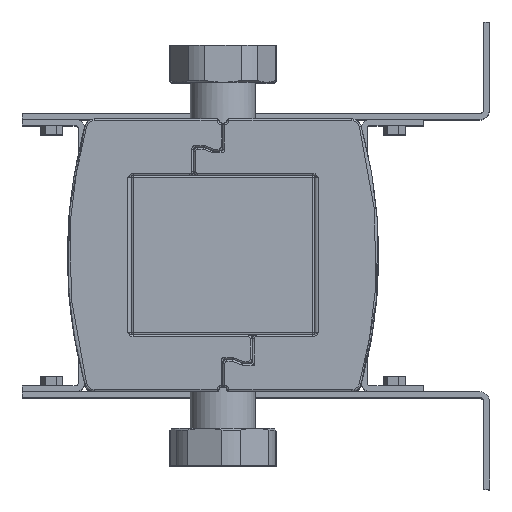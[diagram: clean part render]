
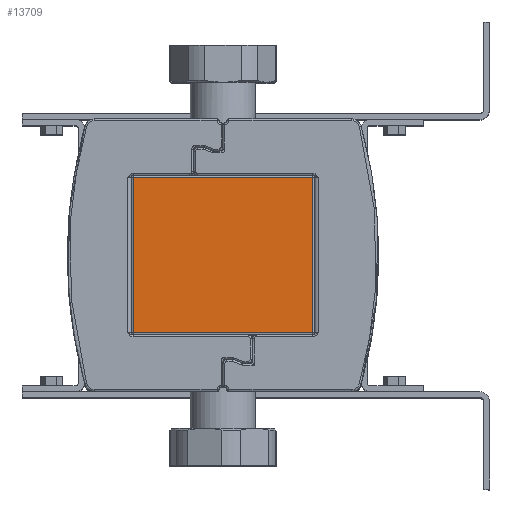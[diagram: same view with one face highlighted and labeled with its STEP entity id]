
A CAD part, top view. The second image highlights one B-rep face of the part: STEP entity #13709.
In plain terms, the highlighted face is planar.
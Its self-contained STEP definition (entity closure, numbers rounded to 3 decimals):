
#614=PLANE('',#15528);
#1173=LINE('',#27645,#1986);
#1174=LINE('',#27652,#1987);
#1175=LINE('',#27654,#1988);
#1176=LINE('',#27655,#1989);
#1986=VECTOR('',#18853,10.);
#1987=VECTOR('',#18862,10.);
#1988=VECTOR('',#18863,10.);
#1989=VECTOR('',#18864,10.);
#3565=FACE_OUTER_BOUND('',#4446,.T.);
#4446=EDGE_LOOP('',(#11459,#11460,#11461,#11462));
#6501=VERTEX_POINT('',#27634);
#6504=VERTEX_POINT('',#27641);
#6507=VERTEX_POINT('',#27651);
#6508=VERTEX_POINT('',#27653);
#8239=EDGE_CURVE('',#6501,#6504,#1173,.T.);
#8242=EDGE_CURVE('',#6507,#6501,#1174,.T.);
#8243=EDGE_CURVE('',#6508,#6507,#1175,.T.);
#8244=EDGE_CURVE('',#6504,#6508,#1176,.T.);
#11459=ORIENTED_EDGE('',*,*,#8239,.F.);
#11460=ORIENTED_EDGE('',*,*,#8242,.F.);
#11461=ORIENTED_EDGE('',*,*,#8243,.F.);
#11462=ORIENTED_EDGE('',*,*,#8244,.F.);
#13709=ADVANCED_FACE('',(#3565),#614,.T.);
#15528=AXIS2_PLACEMENT_3D('',#27650,#18860,#18861);
#18853=DIRECTION('',(0.,-1.,0.));
#18860=DIRECTION('center_axis',(0.,0.,-1.));
#18861=DIRECTION('ref_axis',(-1.,0.,0.));
#18862=DIRECTION('',(-1.,0.,0.));
#18863=DIRECTION('',(0.,1.,0.));
#18864=DIRECTION('',(1.,0.,0.));
#27634=CARTESIAN_POINT('',(-87.714,-1.714,-31.));
#27641=CARTESIAN_POINT('',(-87.714,-81.714,-31.));
#27645=CARTESIAN_POINT('',(-87.714,-41.714,-31.));
#27650=CARTESIAN_POINT('Origin',(-41.714,-41.714,-31.));
#27651=CARTESIAN_POINT('',(4.286,-1.714,-31.));
#27652=CARTESIAN_POINT('',(-62.214,-1.714,-31.));
#27653=CARTESIAN_POINT('',(4.286,-81.714,-31.));
#27654=CARTESIAN_POINT('',(4.286,-41.714,-31.));
#27655=CARTESIAN_POINT('',(-21.214,-81.714,-31.));
